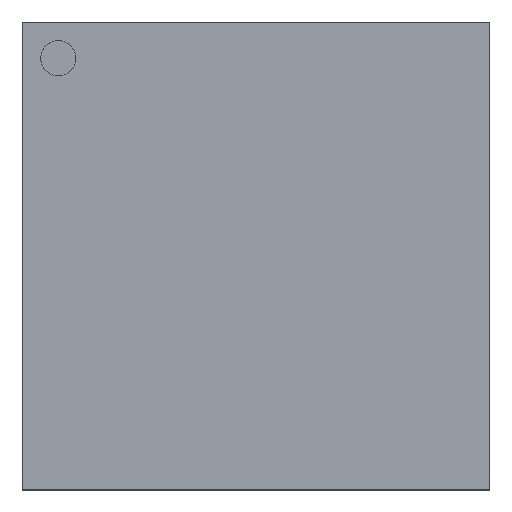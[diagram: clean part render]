
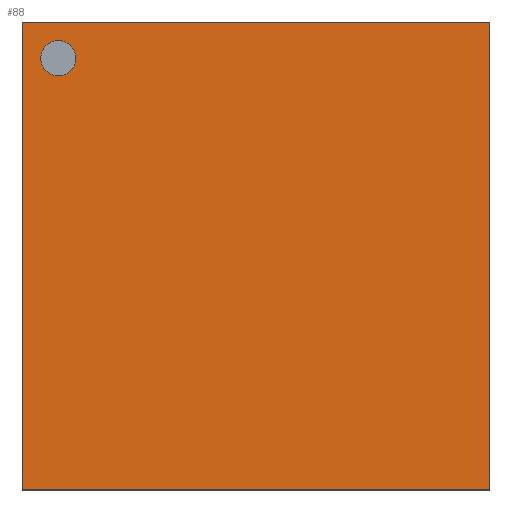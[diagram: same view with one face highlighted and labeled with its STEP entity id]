
A CAD part, top view. The second image highlights one B-rep face of the part: STEP entity #88.
In plain terms, the highlighted planar face has unit normal (0, 0, 1).
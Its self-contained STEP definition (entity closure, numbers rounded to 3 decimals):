
#24 = VERTEX_POINT('',#25);
#25 = CARTESIAN_POINT('',(-2.,2.,0.74));
#40 = VERTEX_POINT('',#41);
#41 = CARTESIAN_POINT('',(2.,2.,0.74));
#47 = EDGE_CURVE('',#24,#40,#48,.T.);
#48 = LINE('',#49,#50);
#49 = CARTESIAN_POINT('',(-2.,2.,0.74));
#50 = VECTOR('',#51,1.);
#51 = DIRECTION('',(1.,0.,0.));
#70 = EDGE_CURVE('',#24,#71,#73,.T.);
#71 = VERTEX_POINT('',#72);
#72 = CARTESIAN_POINT('',(-2.,-2.,0.74));
#73 = LINE('',#74,#75);
#74 = CARTESIAN_POINT('',(-2.,2.,0.74));
#75 = VECTOR('',#76,1.);
#76 = DIRECTION('',(0.,-1.,0.));
#88 = ADVANCED_FACE('',(#89,#107),#118,.T.);
#89 = FACE_BOUND('',#90,.T.);
#90 = EDGE_LOOP('',(#91,#92,#93,#101));
#91 = ORIENTED_EDGE('',*,*,#47,.F.);
#92 = ORIENTED_EDGE('',*,*,#70,.T.);
#93 = ORIENTED_EDGE('',*,*,#94,.T.);
#94 = EDGE_CURVE('',#71,#95,#97,.T.);
#95 = VERTEX_POINT('',#96);
#96 = CARTESIAN_POINT('',(2.,-2.,0.74));
#97 = LINE('',#98,#99);
#98 = CARTESIAN_POINT('',(-2.,-2.,0.74));
#99 = VECTOR('',#100,1.);
#100 = DIRECTION('',(1.,0.,0.));
#101 = ORIENTED_EDGE('',*,*,#102,.F.);
#102 = EDGE_CURVE('',#40,#95,#103,.T.);
#103 = LINE('',#104,#105);
#104 = CARTESIAN_POINT('',(2.,2.,0.74));
#105 = VECTOR('',#106,1.);
#106 = DIRECTION('',(0.,-1.,0.));
#107 = FACE_BOUND('',#108,.T.);
#108 = EDGE_LOOP('',(#109));
#109 = ORIENTED_EDGE('',*,*,#110,.T.);
#110 = EDGE_CURVE('',#111,#111,#113,.T.);
#111 = VERTEX_POINT('',#112);
#112 = CARTESIAN_POINT('',(-1.69,1.54,0.74));
#113 = CIRCLE('',#114,0.15);
#114 = AXIS2_PLACEMENT_3D('',#115,#116,#117);
#115 = CARTESIAN_POINT('',(-1.69,1.69,0.74));
#116 = DIRECTION('',(0.,0.,-1.));
#117 = DIRECTION('',(0.,-1.,0.));
#118 = PLANE('',#119);
#119 = AXIS2_PLACEMENT_3D('',#120,#121,#122);
#120 = CARTESIAN_POINT('',(-2.,2.,0.74));
#121 = DIRECTION('',(0.,0.,1.));
#122 = DIRECTION('',(0.,-1.,0.));
